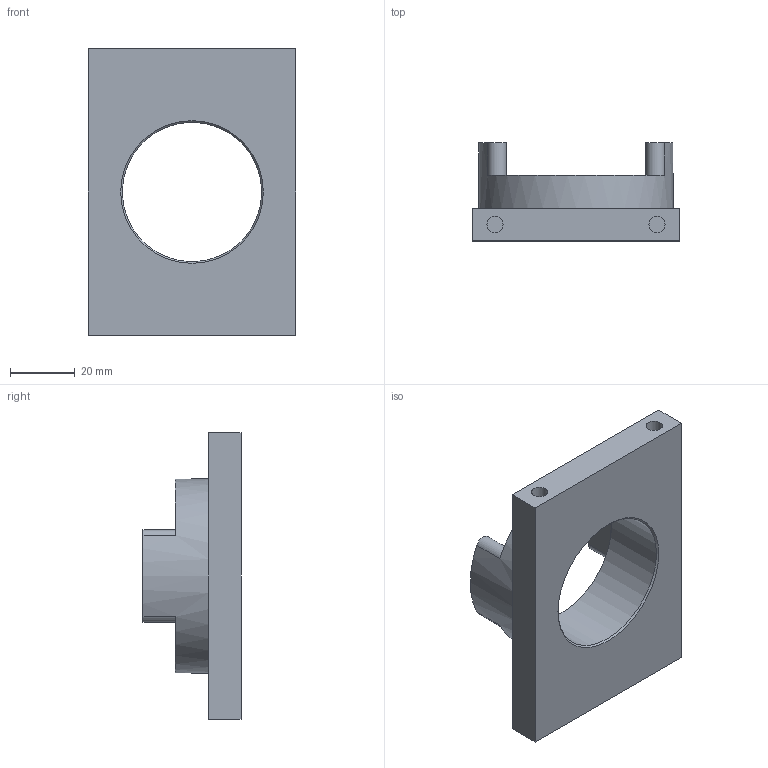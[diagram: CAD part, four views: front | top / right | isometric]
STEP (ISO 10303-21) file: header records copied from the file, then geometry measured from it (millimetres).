
FILE_DESCRIPTION(/* description */ (''),/* implementation_level */ '2;1');
FILE_NAME(/* name */ 'Stepper_holder_1_lite.stp',/* time_stamp */ '2021-11-20T17:38:39+01:00',/* author */ ('Teo'),/* organization */ (''),/* preprocessor_version */ 'ST-DEVELOPER v18.1',/* originating_system */ 'Autodesk Inventor 2022',/* authorisation */ '');
FILE_SCHEMA (('AUTOMOTIVE_DESIGN { 1 0 10303 214 3 1 1 }'));
Length unit declared in the file: millimetre
Products named in the file (1): Nosilec_mot2_lite
Bounding box: 64 x 30.25 x 88.5 mm (x, y, z)
Volume: 58382.5 mm3; surface area: 19285.3 mm2
Topology: 1 solids, 1 shells, 983 faces, 2651 edges, 1766 vertices
Faces by surface type: plane 490, bspline 480, cylinder 12, cone 1
Full cylindrical faces by diameter (mm): 4.2 x2, 5 x4, 43 x1, 60 x1
Entity records: 33108 total; most frequent: CARTESIAN_POINT 11641, ORIENTED_EDGE 5302, DIRECTION 2729, EDGE_CURVE 2651, VERTEX_POINT 1766, LINE 1661, VECTOR 1661, EDGE_LOOP 1081
